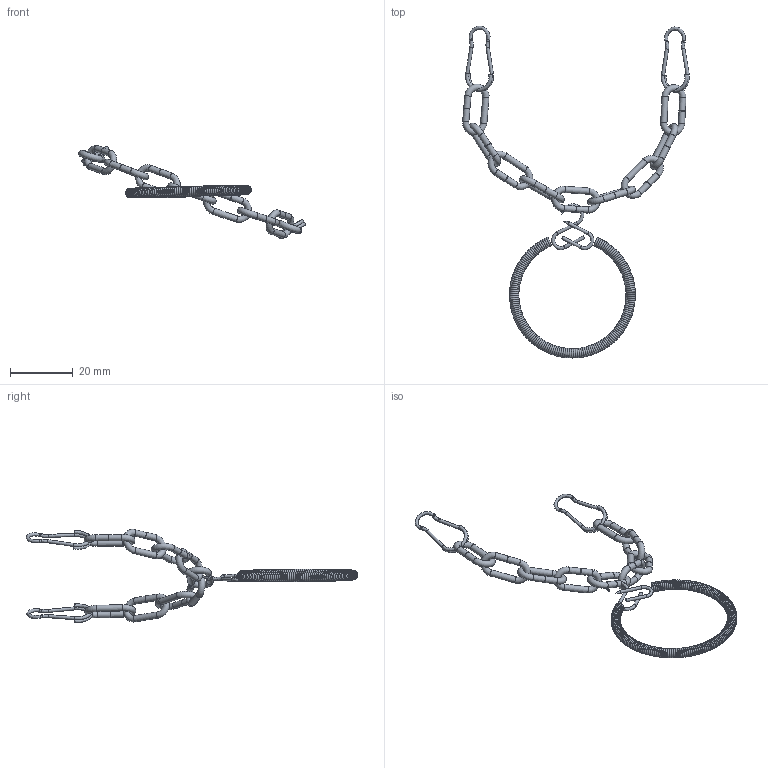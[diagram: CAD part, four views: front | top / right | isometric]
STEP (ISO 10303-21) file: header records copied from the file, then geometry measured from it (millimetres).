
FILE_DESCRIPTION(/* description */ (''),/* implementation_level */ '2;1');
FILE_NAME(/* name */ '890064.stp',/* time_stamp */ '2024-09-17T07:39:13+02:00',/* author */ ('mbs'),/* organization */ (''),/* preprocessor_version */ 'ST-DEVELOPER v20',/* originating_system */ 'Autodesk Inventor 2024',/* authorisation */ '');
FILE_SCHEMA (('AUTOMOTIVE_DESIGN { 1 0 10303 214 3 1 1 }'));
Length unit declared in the file: millimetre
Products named in the file (1): 890064
Bounding box: 72.08 x 105.46 x 29.63 mm (x, y, z)
Volume: 1370.5 mm3; surface area: 4495.6 mm2
Topology: 166 solids, 166 shells, 272 faces, 645 edges, 374 vertices
Faces by surface type: torus 184, cylinder 36, bspline 28, plane 24
Full cylindrical faces by diameter (mm): 2 x27, 2.003 x8
Entity records: 14555 total; most frequent: CARTESIAN_POINT 7409, DIRECTION 1503, ORIENTED_EDGE 1290, AXIS2_PLACEMENT_3D 727, EDGE_CURVE 645, CIRCLE 482, STYLED_ITEM 438, VERTEX_POINT 374
